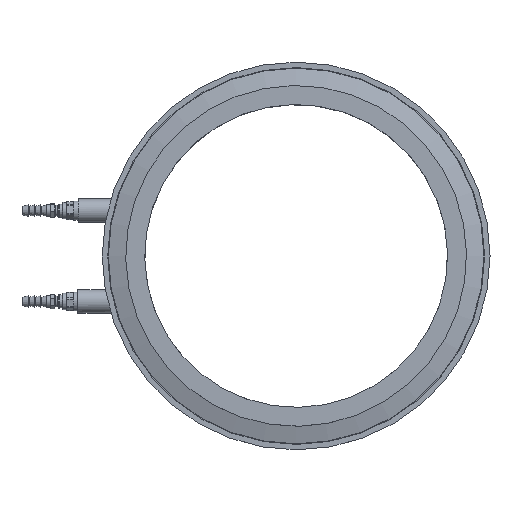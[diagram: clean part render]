
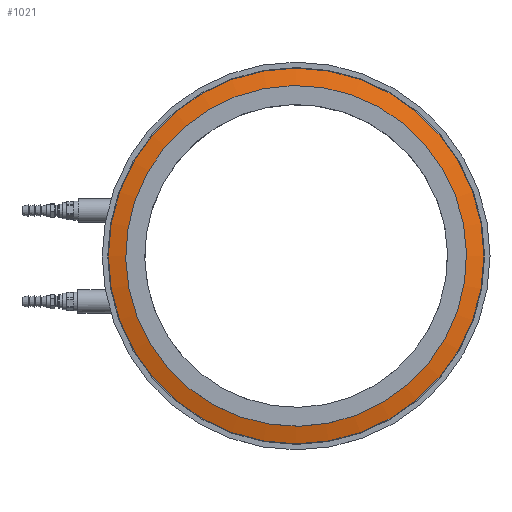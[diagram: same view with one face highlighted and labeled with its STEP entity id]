
A CAD part, top view. The second image highlights one B-rep face of the part: STEP entity #1021.
In plain terms, the highlighted conical face has half-angle 75 degrees and reference radius 231.436 mm.
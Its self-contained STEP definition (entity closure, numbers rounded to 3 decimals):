
#1021=ADVANCED_FACE('',(#2210,#2212),#2214,.T.);
#2210=FACE_OUTER_BOUND('',#2211,.T.);
#2211=EDGE_LOOP('',(#2906));
#2212=FACE_OUTER_BOUND('',#2213,.T.);
#2213=EDGE_LOOP('',(#2907));
#2214=CONICAL_SURFACE('',#2215,231.436,1.309);
#2215=AXIS2_PLACEMENT_3D('',#2216,#2217,#2218);
#2216=CARTESIAN_POINT('',(0.,0.,43.544));
#2217=DIRECTION('',(0.,0.,-1.));
#2218=DIRECTION('',(0.,1.,0.));
#2906=ORIENTED_EDGE('',*,*,#3212,.F.);
#2907=ORIENTED_EDGE('',*,*,#3213,.T.);
#3212=EDGE_CURVE('',#3605,#3605,#3606,.T.);
#3213=EDGE_CURVE('',#3607,#3607,#3608,.T.);
#3605=VERTEX_POINT('',#4653);
#3606=CIRCLE('',#4654,214.859);
#3607=VERTEX_POINT('',#4658);
#3608=CIRCLE('',#4659,248.013);
#4653=CARTESIAN_POINT('',(0.,-214.859,47.986));
#4654=AXIS2_PLACEMENT_3D('',#4655,#4656,#4657);
#4655=CARTESIAN_POINT('',(0.,0.,47.986));
#4656=DIRECTION('',(0.,0.,1.));
#4657=DIRECTION('',(0.,-1.,0.));
#4658=CARTESIAN_POINT('',(0.,-248.013,39.102));
#4659=AXIS2_PLACEMENT_3D('',#4660,#4661,#4662);
#4660=CARTESIAN_POINT('',(0.,0.,39.102));
#4661=DIRECTION('',(0.,0.,1.));
#4662=DIRECTION('',(0.,-1.,0.));
